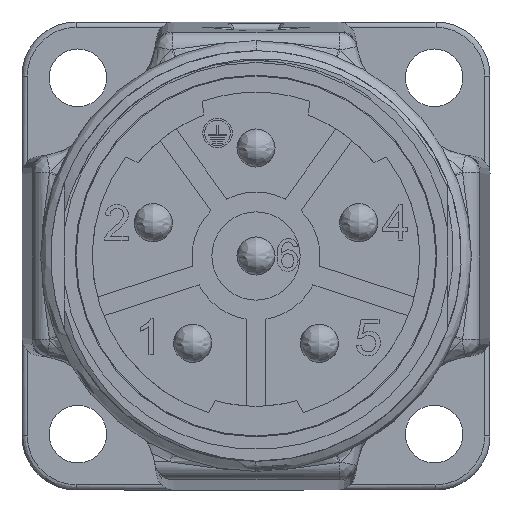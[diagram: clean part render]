
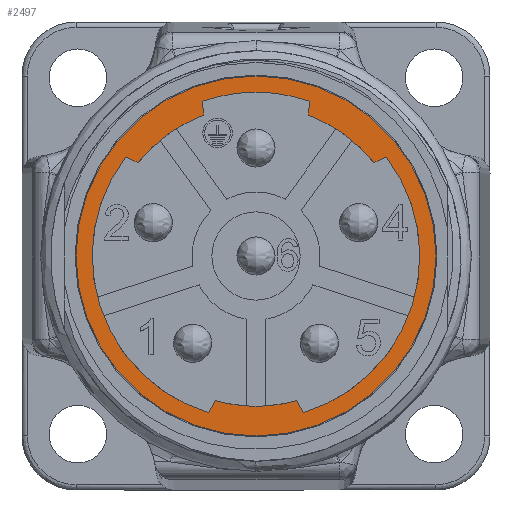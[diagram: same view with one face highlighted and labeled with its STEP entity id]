
A CAD part, left-side view. The second image highlights one B-rep face of the part: STEP entity #2497.
In plain terms, the highlighted planar face has unit normal (-1, 0, 0).
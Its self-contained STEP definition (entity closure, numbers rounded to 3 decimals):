
#98 = CARTESIAN_POINT ( 'NONE',  ( -15.728, 2.567, -10.001 ) ) ;
#521 = VERTEX_POINT ( 'NONE', #27367 ) ;
#1826 = CARTESIAN_POINT ( 'NONE',  ( -15.728, 2.567, -8.351 ) ) ;
#2073 = DIRECTION ( 'NONE',  ( -1., 0., 0. ) ) ;
#2211 = DIRECTION ( 'NONE',  ( -1., 0., 0. ) ) ;
#2298 = DIRECTION ( 'NONE',  ( 0., 0.5, -0.866 ) ) ;
#2443 = AXIS2_PLACEMENT_3D ( 'NONE', #16722, #2211, #19143 ) ;
#2497 = ADVANCED_FACE ( 'NONE', ( #19946, #20428 ), #26837, .F. ) ;
#2623 = CARTESIAN_POINT ( 'NONE',  ( -15.728, -3.98, 5.182 ) ) ;
#2718 = AXIS2_PLACEMENT_3D ( 'NONE', #21975, #7485, #24420 ) ;
#2734 = CARTESIAN_POINT ( 'NONE',  ( -15.728, -4.685, 5.496 ) ) ;
#2870 = VERTEX_POINT ( 'NONE', #15055 ) ;
#2977 = CARTESIAN_POINT ( 'NONE',  ( -15.728, -0.339, 7.827 ) ) ;
#3116 = ORIENTED_EDGE ( 'NONE', *, *, #27386, .F. ) ;
#3168 = DIRECTION ( 'NONE',  ( 1., 0., 0. ) ) ;
#3398 = LINE ( 'NONE', #2977, #6823 ) ;
#3644 = CARTESIAN_POINT ( 'NONE',  ( -15.728, 2.567, -0.001 ) ) ;
#4025 = DIRECTION ( 'NONE',  ( -1., 0., 0. ) ) ;
#4209 = CARTESIAN_POINT ( 'NONE',  ( -15.728, -0.339, 7.827 ) ) ;
#4416 = ORIENTED_EDGE ( 'NONE', *, *, #14853, .F. ) ;
#4516 = AXIS2_PLACEMENT_3D ( 'NONE', #17666, #3168, #20070 ) ;
#4552 = ORIENTED_EDGE ( 'NONE', *, *, #23499, .T. ) ;
#4706 = VERTEX_POINT ( 'NONE', #6529 ) ;
#5125 = CIRCLE ( 'NONE', #2443, 9.1 ) ;
#5158 = DIRECTION ( 'NONE',  ( -1., 0., 0. ) ) ;
#5539 = CARTESIAN_POINT ( 'NONE',  ( -15.728, 5.554, 8.595 ) ) ;
#5551 = CARTESIAN_POINT ( 'NONE',  ( -15.728, 5.473, 7.827 ) ) ;
#6056 = DIRECTION ( 'NONE',  ( 0., 0., 1. ) ) ;
#6196 = CARTESIAN_POINT ( 'NONE',  ( -15.728, 9.819, 5.496 ) ) ;
#6505 = AXIS2_PLACEMENT_3D ( 'NONE', #18526, #4025, #20952 ) ;
#6527 = CIRCLE ( 'NONE', #29357, 8.35 ) ;
#6529 = CARTESIAN_POINT ( 'NONE',  ( -15.728, -0.069, -8.71 ) ) ;
#6823 = VECTOR ( 'NONE', #19889, 1000. ) ;
#7136 = EDGE_CURVE ( 'NONE', #10336, #24350, #16429, .T. ) ;
#7263 = AXIS2_PLACEMENT_3D ( 'NONE', #27364, #7519, #24447 ) ;
#7485 = DIRECTION ( 'NONE',  ( -1., 0., 0. ) ) ;
#7519 = DIRECTION ( 'NONE',  ( 1., 0., 0. ) ) ;
#7976 = ORIENTED_EDGE ( 'NONE', *, *, #9246, .T. ) ;
#7992 = DIRECTION ( 'NONE',  ( 0., 0.105, 0.995 ) ) ;
#8513 = AXIS2_PLACEMENT_3D ( 'NONE', #19653, #5158, #22103 ) ;
#8584 = VERTEX_POINT ( 'NONE', #23557 ) ;
#9099 = CARTESIAN_POINT ( 'NONE',  ( -15.728, 0.317, -8.042 ) ) ;
#9246 = EDGE_CURVE ( 'NONE', #17311, #18662, #23996, .T. ) ;
#9502 = CARTESIAN_POINT ( 'NONE',  ( -15.728, 4.817, -8.042 ) ) ;
#9770 = VECTOR ( 'NONE', #17762, 1000. ) ;
#9888 = AXIS2_PLACEMENT_3D ( 'NONE', #26098, #11578, #28639 ) ;
#10304 = AXIS2_PLACEMENT_3D ( 'NONE', #3644, #20553, #6056 ) ;
#10336 = VERTEX_POINT ( 'NONE', #98 ) ;
#10344 = VERTEX_POINT ( 'NONE', #17048 ) ;
#10365 = VERTEX_POINT ( 'NONE', #24356 ) ;
#10487 = ORIENTED_EDGE ( 'NONE', *, *, #15215, .F. ) ;
#10563 = CARTESIAN_POINT ( 'NONE',  ( -15.728, 9.114, 5.182 ) ) ;
#10911 = LINE ( 'NONE', #13831, #11133 ) ;
#11115 = AXIS2_PLACEMENT_3D ( 'NONE', #14025, #31089, #16440 ) ;
#11133 = VECTOR ( 'NONE', #28425, 1000. ) ;
#11511 = ORIENTED_EDGE ( 'NONE', *, *, #30282, .T. ) ;
#11541 = CARTESIAN_POINT ( 'NONE',  ( -15.728, 2.567, 9.999 ) ) ;
#11578 = DIRECTION ( 'NONE',  ( -1., 0., 0. ) ) ;
#11679 = CARTESIAN_POINT ( 'NONE',  ( -15.728, 5.473, 7.827 ) ) ;
#12057 = ORIENTED_EDGE ( 'NONE', *, *, #15680, .F. ) ;
#12487 = DIRECTION ( 'NONE',  ( 1., 0., 0. ) ) ;
#13138 = CIRCLE ( 'NONE', #2718, 8.35 ) ;
#13831 = CARTESIAN_POINT ( 'NONE',  ( -15.728, 0.317, -8.042 ) ) ;
#14025 = CARTESIAN_POINT ( 'NONE',  ( -15.728, 2.567, -0.001 ) ) ;
#14614 = VERTEX_POINT ( 'NONE', #1826 ) ;
#14663 = EDGE_CURVE ( 'NONE', #10365, #27985, #29885, .T. ) ;
#14853 = EDGE_CURVE ( 'NONE', #521, #10344, #20297, .T. ) ;
#14937 = CIRCLE ( 'NONE', #4516, 10. ) ;
#14946 = EDGE_CURVE ( 'NONE', #4706, #15236, #20197, .T. ) ;
#15055 = CARTESIAN_POINT ( 'NONE',  ( -15.728, 4.817, -8.042 ) ) ;
#15215 = EDGE_CURVE ( 'NONE', #17311, #8584, #19051, .T. ) ;
#15236 = VERTEX_POINT ( 'NONE', #2734 ) ;
#15680 = EDGE_CURVE ( 'NONE', #23934, #30073, #17215, .T. ) ;
#15883 = EDGE_LOOP ( 'NONE', ( #11511, #10487, #7976, #3116, #4416, #30882, #20217, #4552, #25689, #25441, #23640, #23127, #16833, #12057 ) ) ;
#15941 = EDGE_CURVE ( 'NONE', #2870, #30073, #16139, .T. ) ;
#16139 = LINE ( 'NONE', #9502, #16344 ) ;
#16228 = EDGE_CURVE ( 'NONE', #24350, #10336, #14937, .T. ) ;
#16298 = ORIENTED_EDGE ( 'NONE', *, *, #7136, .F. ) ;
#16344 = VECTOR ( 'NONE', #2298, 1000. ) ;
#16429 = CIRCLE ( 'NONE', #29521, 10. ) ;
#16440 = DIRECTION ( 'NONE',  ( 0., 0., -1. ) ) ;
#16582 = CARTESIAN_POINT ( 'NONE',  ( -15.728, 2.567, -0.001 ) ) ;
#16677 = EDGE_CURVE ( 'NONE', #14614, #24337, #13138, .T. ) ;
#16722 = CARTESIAN_POINT ( 'NONE',  ( -15.728, 2.567, -0.001 ) ) ;
#16833 = ORIENTED_EDGE ( 'NONE', *, *, #15941, .T. ) ;
#17048 = CARTESIAN_POINT ( 'NONE',  ( -15.728, 2.567, 9.099 ) ) ;
#17215 = CIRCLE ( 'NONE', #6505, 9.1 ) ;
#17311 = VERTEX_POINT ( 'NONE', #11679 ) ;
#17666 = CARTESIAN_POINT ( 'NONE',  ( -15.728, 2.567, -0.001 ) ) ;
#17762 = DIRECTION ( 'NONE',  ( 0., -0.914, -0.407 ) ) ;
#18337 = EDGE_CURVE ( 'NONE', #2870, #14614, #6527, .T. ) ;
#18526 = CARTESIAN_POINT ( 'NONE',  ( -15.728, 2.567, -0.001 ) ) ;
#18662 = VERTEX_POINT ( 'NONE', #5539 ) ;
#18994 = DIRECTION ( 'NONE',  ( 0., 0., -1. ) ) ;
#19051 = CIRCLE ( 'NONE', #8513, 8.35 ) ;
#19143 = DIRECTION ( 'NONE',  ( 0., 0., 1. ) ) ;
#19549 = DIRECTION ( 'NONE',  ( 0., -0.914, 0.407 ) ) ;
#19653 = CARTESIAN_POINT ( 'NONE',  ( -15.728, 2.567, -0.001 ) ) ;
#19658 = CARTESIAN_POINT ( 'NONE',  ( -15.728, 5.203, -8.71 ) ) ;
#19889 = DIRECTION ( 'NONE',  ( 0., 0.105, -0.995 ) ) ;
#19946 = FACE_OUTER_BOUND ( 'NONE', #23794, .T. ) ;
#20070 = DIRECTION ( 'NONE',  ( 0., 0., 1. ) ) ;
#20197 = CIRCLE ( 'NONE', #9888, 9.1 ) ;
#20217 = ORIENTED_EDGE ( 'NONE', *, *, #14663, .F. ) ;
#20297 = CIRCLE ( 'NONE', #10304, 9.1 ) ;
#20428 = FACE_BOUND ( 'NONE', #15883, .T. ) ;
#20553 = DIRECTION ( 'NONE',  ( -1., 0., 0. ) ) ;
#20952 = DIRECTION ( 'NONE',  ( 0., 0., 1. ) ) ;
#21254 = EDGE_CURVE ( 'NONE', #521, #27985, #3398, .T. ) ;
#21975 = CARTESIAN_POINT ( 'NONE',  ( -15.728, 2.567, -0.001 ) ) ;
#22103 = DIRECTION ( 'NONE',  ( 0., 0., -1. ) ) ;
#22392 = LINE ( 'NONE', #10563, #9770 ) ;
#22446 = ORIENTED_EDGE ( 'NONE', *, *, #16228, .F. ) ;
#23127 = ORIENTED_EDGE ( 'NONE', *, *, #18337, .F. ) ;
#23499 = EDGE_CURVE ( 'NONE', #10365, #15236, #24883, .T. ) ;
#23557 = CARTESIAN_POINT ( 'NONE',  ( -15.728, 9.114, 5.182 ) ) ;
#23608 = VECTOR ( 'NONE', #7992, 1000. ) ;
#23640 = ORIENTED_EDGE ( 'NONE', *, *, #16677, .F. ) ;
#23794 = EDGE_LOOP ( 'NONE', ( #22446, #16298 ) ) ;
#23934 = VERTEX_POINT ( 'NONE', #6196 ) ;
#23996 = LINE ( 'NONE', #5551, #23608 ) ;
#24337 = VERTEX_POINT ( 'NONE', #9099 ) ;
#24350 = VERTEX_POINT ( 'NONE', #11541 ) ;
#24356 = CARTESIAN_POINT ( 'NONE',  ( -15.728, -3.98, 5.182 ) ) ;
#24420 = DIRECTION ( 'NONE',  ( 0., 0., -1. ) ) ;
#24447 = DIRECTION ( 'NONE',  ( 0., 0., -1. ) ) ;
#24883 = LINE ( 'NONE', #2623, #24913 ) ;
#24913 = VECTOR ( 'NONE', #19549, 1000. ) ;
#25171 = EDGE_CURVE ( 'NONE', #4706, #24337, #10911, .T. ) ;
#25441 = ORIENTED_EDGE ( 'NONE', *, *, #25171, .T. ) ;
#25689 = ORIENTED_EDGE ( 'NONE', *, *, #14946, .F. ) ;
#26098 = CARTESIAN_POINT ( 'NONE',  ( -15.728, 2.567, -0.001 ) ) ;
#26837 = PLANE ( 'NONE',  #7263 ) ;
#27034 = CARTESIAN_POINT ( 'NONE',  ( -15.728, 2.567, -0.001 ) ) ;
#27364 = CARTESIAN_POINT ( 'NONE',  ( -15.728, 2.567, -0.001 ) ) ;
#27367 = CARTESIAN_POINT ( 'NONE',  ( -15.728, -0.42, 8.595 ) ) ;
#27386 = EDGE_CURVE ( 'NONE', #10344, #18662, #5125, .T. ) ;
#27985 = VERTEX_POINT ( 'NONE', #4209 ) ;
#28425 = DIRECTION ( 'NONE',  ( 0., 0.5, 0.866 ) ) ;
#28639 = DIRECTION ( 'NONE',  ( 0., 0., 1. ) ) ;
#29357 = AXIS2_PLACEMENT_3D ( 'NONE', #16582, #2073, #18994 ) ;
#29521 = AXIS2_PLACEMENT_3D ( 'NONE', #27034, #12487, #29579 ) ;
#29579 = DIRECTION ( 'NONE',  ( 0., 0., 1. ) ) ;
#29885 = CIRCLE ( 'NONE', #11115, 8.35 ) ;
#30073 = VERTEX_POINT ( 'NONE', #19658 ) ;
#30282 = EDGE_CURVE ( 'NONE', #23934, #8584, #22392, .T. ) ;
#30882 = ORIENTED_EDGE ( 'NONE', *, *, #21254, .T. ) ;
#31089 = DIRECTION ( 'NONE',  ( -1., 0., 0. ) ) ;
